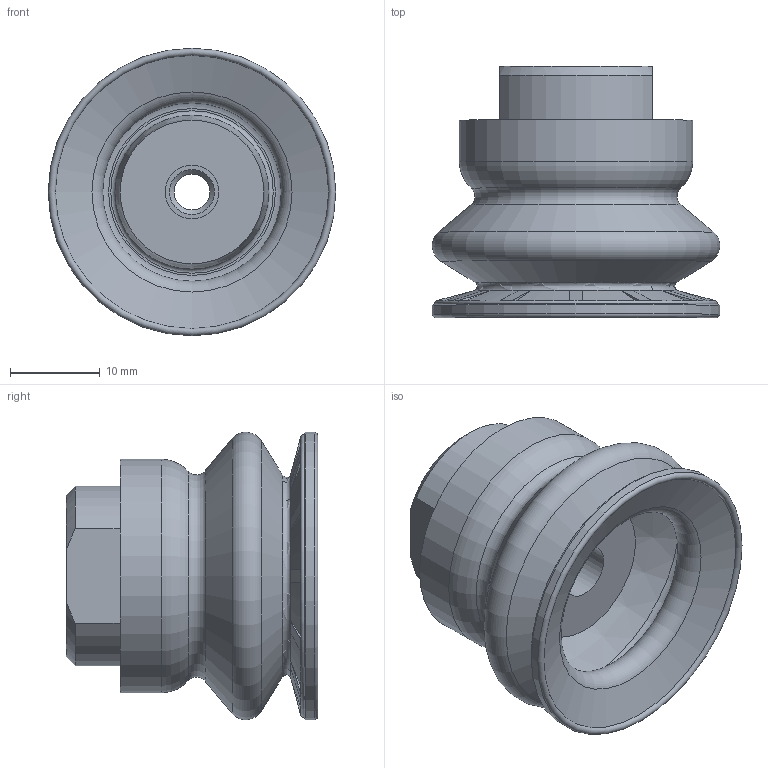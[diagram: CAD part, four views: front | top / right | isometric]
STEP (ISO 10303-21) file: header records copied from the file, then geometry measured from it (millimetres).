
FILE_DESCRIPTION(/* description */ ('STEP AP214'),/* implementation_level */ '2;1');
FILE_NAME(/* name */ '8073835_OGVM-30-A-N-G14F',/* time_stamp */ '2024-09-13T10:25:39+02:00',/* author */ ('License CC BY-ND 4.0'),/* organization */ ('CADENAS'),/* preprocessor_version */ 'ST-DEVELOPER v19.3',/* originating_system */ 'PARTsolutions',/* authorisation */ ' ');
FILE_SCHEMA (('AUTOMOTIVE_DESIGN {1 0 10303 214 3 1 1}'));
Length unit declared in the file: millimetre
Products named in the file (1): 8073835 OGVM-30-A-N-G14F---(high)
Bounding box: 32 x 28 x 32 mm (x, y, z)
Volume: 7799.6 mm3; surface area: 6092.5 mm2
Topology: 1 solids, 1 shells, 132 faces, 338 edges, 212 vertices
Faces by surface type: plane 92, cone 23, torus 10, cylinder 7
Full cylindrical faces by diameter (mm): 4 x1, 6 x1, 11.445 x1, 26 x1, 32 x1
Entity records: 3322 total; most frequent: CARTESIAN_POINT 819, ORIENTED_EDGE 524, DIRECTION 462, EDGE_CURVE 262, VERTEX_POINT 184, AXIS2_PLACEMENT_3D 179, EDGE_LOOP 138, FACE_BOUND 138
